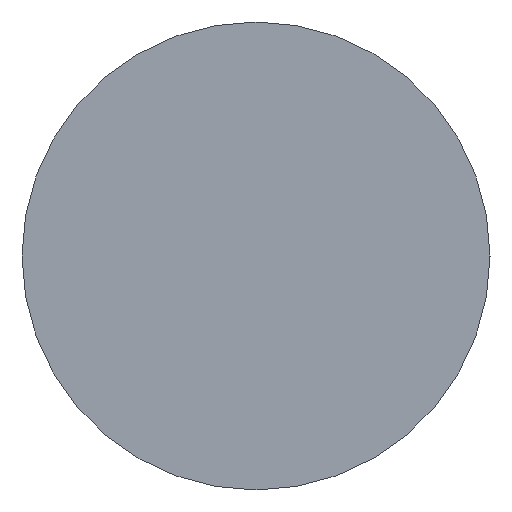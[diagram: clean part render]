
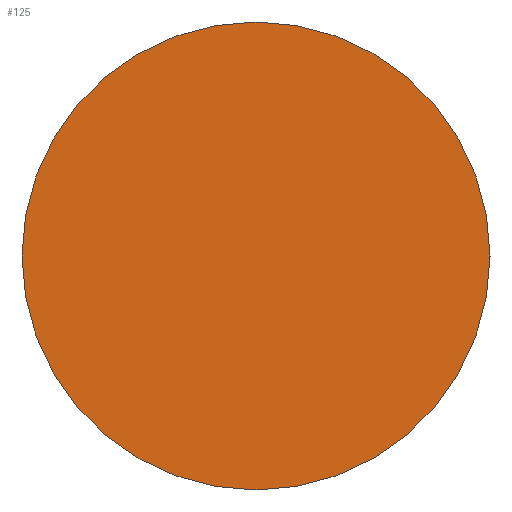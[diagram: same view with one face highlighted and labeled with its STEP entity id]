
A CAD part, left-side view. The second image highlights one B-rep face of the part: STEP entity #125.
In plain terms, the highlighted planar face has unit normal (-1, 0, 0).
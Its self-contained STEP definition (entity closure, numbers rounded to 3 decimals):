
#125=ADVANCED_FACE($,(#131),#127,.T.);
#127=PLANE($,#152);
#131=FACE_OUTER_BOUND($,#135,.T.);
#135=EDGE_LOOP($,(#145));
#136=CIRCLE($,#149,0.8);
#138=VERTEX_POINT($,#167);
#140=EDGE_CURVE($,#138,#138,#136,.T.);
#145=ORIENTED_EDGE($,*,*,#140,.T.);
#149=AXIS2_PLACEMENT_3D($,#168,#157,#158);
#152=AXIS2_PLACEMENT_3D($,#172,#163,#164);
#157=DIRECTION('center_axis',(-1.,0.,0.));
#158=DIRECTION('ref_axis',(0.,0.,1.));
#163=DIRECTION('center_axis',(-1.,0.,0.));
#164=DIRECTION('ref_axis',(0.,1.,0.));
#167=CARTESIAN_POINT('',(-1.854,0.0,0.0));
#168=CARTESIAN_POINT('Origin',(-1.854,0.0,0.8));
#172=CARTESIAN_POINT('Origin',(-1.854,0.0,0.8));
